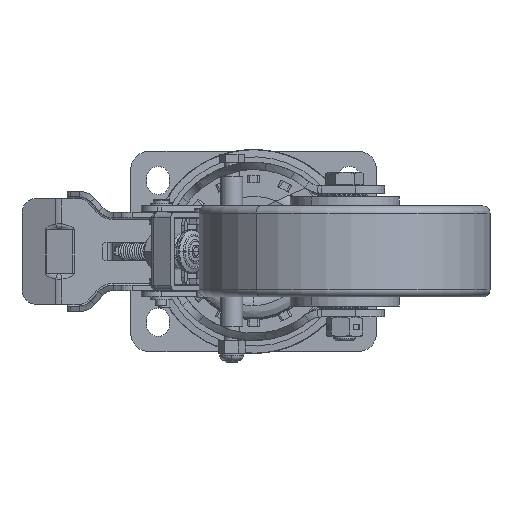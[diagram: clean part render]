
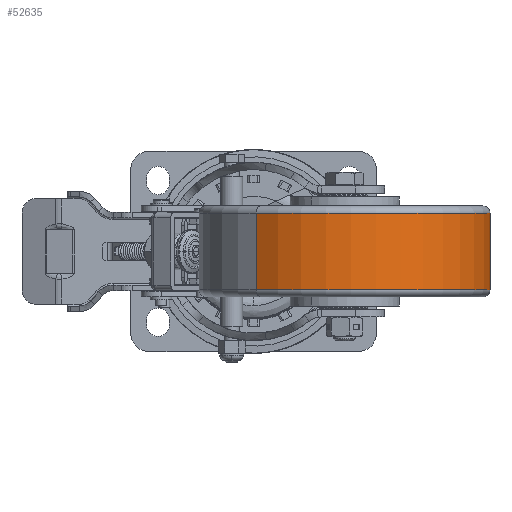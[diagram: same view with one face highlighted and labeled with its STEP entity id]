
A CAD part, front view. The second image highlights one B-rep face of the part: STEP entity #52635.
In plain terms, the highlighted cylindrical face has radius 80 mm (diameter 160 mm), a partial arc.
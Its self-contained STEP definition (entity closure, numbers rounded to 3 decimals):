
#134 = CYLINDRICAL_SURFACE ( 'NONE', #67301, 80. ) ;
#578 = ORIENTED_EDGE ( 'NONE', *, *, #20272, .T. ) ;
#986 = DIRECTION ( 'NONE',  ( 0., 0., 1. ) ) ;
#3728 = CARTESIAN_POINT ( 'NONE',  ( 50.004, -125.002, 21. ) ) ;
#5334 = LINE ( 'NONE', #31991, #12118 ) ;
#9619 = CIRCLE ( 'NONE', #30637, 80. ) ;
#9739 = VERTEX_POINT ( 'NONE', #46610 ) ;
#12118 = VECTOR ( 'NONE', #59970, 1000. ) ;
#12492 = VERTEX_POINT ( 'NONE', #18825 ) ;
#15023 = DIRECTION ( 'NONE',  ( 0., 0., 1. ) ) ;
#16965 = CARTESIAN_POINT ( 'NONE',  ( 1.466, -188.595, 58.614 ) ) ;
#17911 = EDGE_CURVE ( 'NONE', #19700, #12492, #36905, .T. ) ;
#18228 = CARTESIAN_POINT ( 'NONE',  ( 50.004, -125.002, 58.614 ) ) ;
#18825 = CARTESIAN_POINT ( 'NONE',  ( 1.466, -188.595, 21. ) ) ;
#19700 = VERTEX_POINT ( 'NONE', #69155 ) ;
#20220 = LINE ( 'NONE', #16965, #42875 ) ;
#20272 = EDGE_CURVE ( 'NONE', #52127, #9739, #9619, .T. ) ;
#25542 = DIRECTION ( 'NONE',  ( 0., 0., -1. ) ) ;
#30439 = FACE_OUTER_BOUND ( 'NONE', #37396, .T. ) ;
#30637 = AXIS2_PLACEMENT_3D ( 'NONE', #58019, #15023, #52574 ) ;
#31991 = CARTESIAN_POINT ( 'NONE',  ( 98.541, -61.409, 58.614 ) ) ;
#33081 = ORIENTED_EDGE ( 'NONE', *, *, #44638, .F. ) ;
#33298 = CARTESIAN_POINT ( 'NONE',  ( 1.466, -188.595, -21. ) ) ;
#34431 = DIRECTION ( 'NONE',  ( -0.607, -0.795, 0. ) ) ;
#36905 = CIRCLE ( 'NONE', #69710, 80. ) ;
#37396 = EDGE_LOOP ( 'NONE', ( #578, #59180, #69041, #33081 ) ) ;
#41042 = DIRECTION ( 'NONE',  ( 0.607, 0.795, 0. ) ) ;
#42875 = VECTOR ( 'NONE', #986, 1000. ) ;
#44638 = EDGE_CURVE ( 'NONE', #52127, #12492, #20220, .T. ) ;
#46610 = CARTESIAN_POINT ( 'NONE',  ( 98.541, -61.409, -21. ) ) ;
#52127 = VERTEX_POINT ( 'NONE', #33298 ) ;
#52574 = DIRECTION ( 'NONE',  ( -0.607, -0.795, 0. ) ) ;
#52635 = ADVANCED_FACE ( 'NONE', ( #30439 ), #134, .T. ) ;
#55827 = DIRECTION ( 'NONE',  ( 0., 0., 1. ) ) ;
#58019 = CARTESIAN_POINT ( 'NONE',  ( 50.004, -125.002, -21. ) ) ;
#59180 = ORIENTED_EDGE ( 'NONE', *, *, #65763, .T. ) ;
#59970 = DIRECTION ( 'NONE',  ( 0., 0., 1. ) ) ;
#65763 = EDGE_CURVE ( 'NONE', #9739, #19700, #5334, .T. ) ;
#67301 = AXIS2_PLACEMENT_3D ( 'NONE', #18228, #55827, #34431 ) ;
#69041 = ORIENTED_EDGE ( 'NONE', *, *, #17911, .T. ) ;
#69155 = CARTESIAN_POINT ( 'NONE',  ( 98.541, -61.409, 21. ) ) ;
#69710 = AXIS2_PLACEMENT_3D ( 'NONE', #3728, #25542, #41042 ) ;
